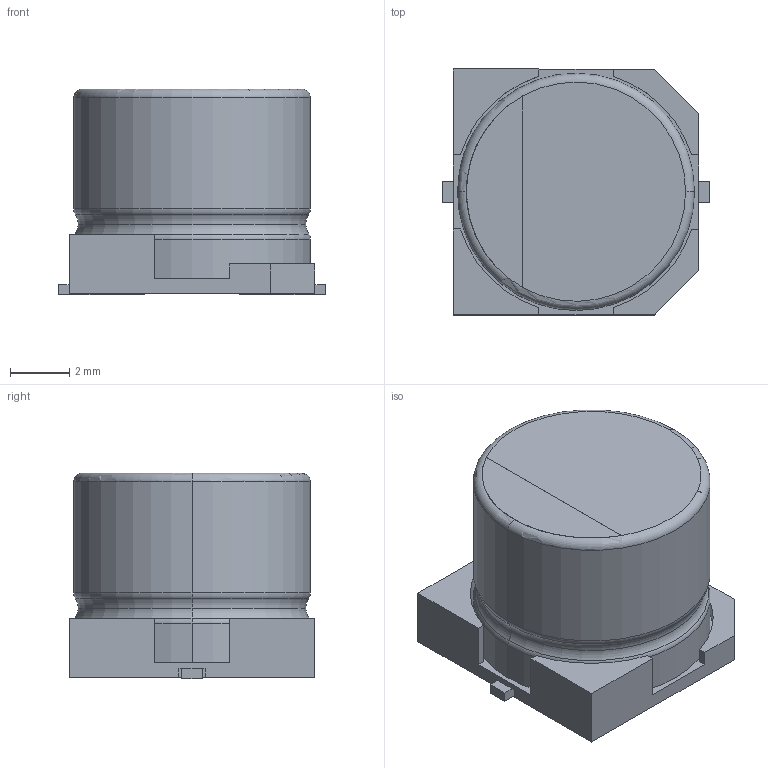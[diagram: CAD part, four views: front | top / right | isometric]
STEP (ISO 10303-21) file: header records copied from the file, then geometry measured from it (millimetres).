
FILE_DESCRIPTION (( 'STEP AP214' ), '1' );
FILE_NAME ('CAP_SMD.STEP', '2023-10-14T10:40:52', ( '' ), ( '' ), 'SwSTEP 2.0', 'SolidWorks 2019', '' );
FILE_SCHEMA (( 'AUTOMOTIVE_DESIGN' ));
Length unit declared in the file: millimetre
Products named in the file (4): C13.step; CAP-SMD_BD8.0-L8.3-W8.3-LS9.0-FD.step; SOLID.step; CAP_SMD
Assembly tree (3 placements, depth 4):
  CAP_SMD
    C13.step
      CAP-SMD_BD8.0-L8.3-W8.3-LS9.0-FD.step
        SOLID.step
Bounding box: 9 x 8.3 x 6.95 mm (x, y, z)
Volume: 366 mm3; surface area: 356.8 mm2
Topology: 1 solids, 1 shells, 286 faces, 774 edges, 510 vertices
Faces by surface type: plane 169, bspline 98, torus 10, cylinder 9
Entity records: 9992 total; most frequent: CARTESIAN_POINT 2884, ORIENTED_EDGE 1548, DIRECTION 1003, EDGE_CURVE 774, VECTOR 537, LINE 537, VERTEX_POINT 510, EDGE_LOOP 306
